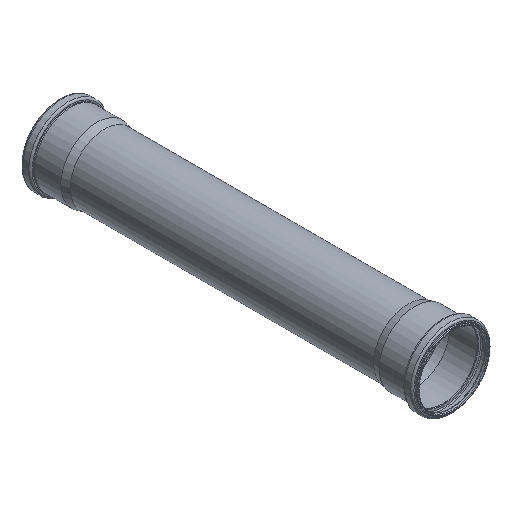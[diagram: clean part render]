
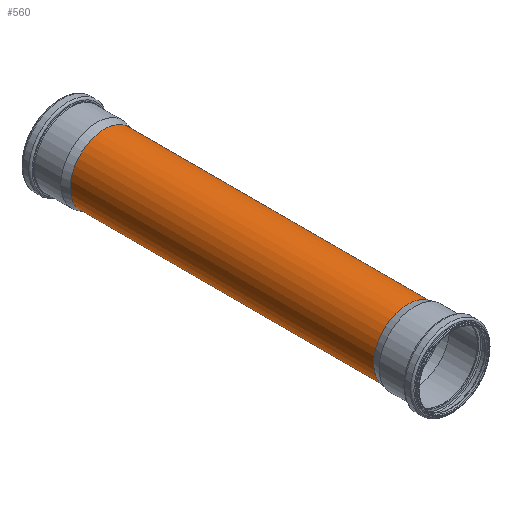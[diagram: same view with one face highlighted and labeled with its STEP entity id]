
A CAD part, isometric view. The second image highlights one B-rep face of the part: STEP entity #560.
In plain terms, the highlighted cylindrical face has radius 55.15 mm (diameter 110.3 mm), a full revolution.
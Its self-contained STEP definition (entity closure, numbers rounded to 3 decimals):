
#46=CYLINDRICAL_SURFACE('',#640,55.15);
#80=FACE_BOUND('',#210,.T.);
#132=FACE_OUTER_BOUND('',#209,.T.);
#209=EDGE_LOOP('',(#469));
#210=EDGE_LOOP('',(#470));
#288=CIRCLE('',#639,55.15);
#289=CIRCLE('',#641,55.15);
#340=VERTEX_POINT('',#979);
#341=VERTEX_POINT('',#982);
#392=EDGE_CURVE('',#340,#340,#288,.T.);
#393=EDGE_CURVE('',#341,#341,#289,.T.);
#469=ORIENTED_EDGE('',*,*,#392,.F.);
#470=ORIENTED_EDGE('',*,*,#393,.T.);
#560=ADVANCED_FACE('',(#132,#80),#46,.T.);
#639=AXIS2_PLACEMENT_3D('',#980,#795,#796);
#640=AXIS2_PLACEMENT_3D('',#981,#797,#798);
#641=AXIS2_PLACEMENT_3D('',#983,#799,#800);
#795=DIRECTION('center_axis',(0.,-1.,0.));
#796=DIRECTION('ref_axis',(1.,0.,0.));
#797=DIRECTION('center_axis',(0.,-1.,0.));
#798=DIRECTION('ref_axis',(1.,0.,0.));
#799=DIRECTION('center_axis',(0.,-1.,0.));
#800=DIRECTION('ref_axis',(1.,0.,0.));
#979=CARTESIAN_POINT('',(55.15,-490.787,0.));
#980=CARTESIAN_POINT('Origin',(0.,-490.787,0.));
#981=CARTESIAN_POINT('Origin',(0.,-243.148,0.));
#982=CARTESIAN_POINT('',(55.15,-0.009,0.));
#983=CARTESIAN_POINT('Origin',(0.,-0.009,
0.));
